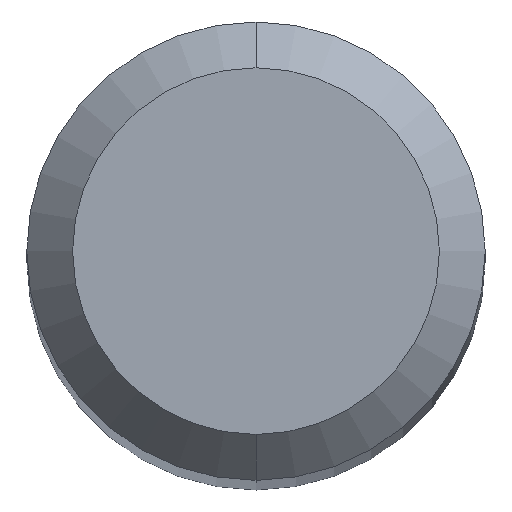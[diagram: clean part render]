
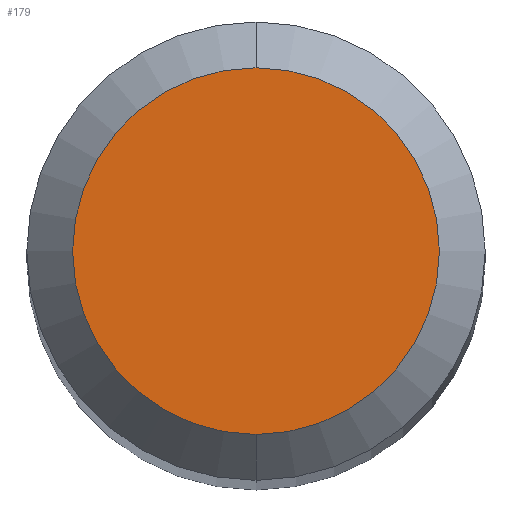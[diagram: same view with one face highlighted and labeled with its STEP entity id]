
A CAD part, top view. The second image highlights one B-rep face of the part: STEP entity #179.
In plain terms, the highlighted planar face has unit normal (0, 0, 1).
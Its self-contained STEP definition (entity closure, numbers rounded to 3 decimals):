
#179=ADVANCED_FACE('',(#486),#487,.T.);
#191=EDGE_CURVE('',#229,#203,#501,.T.);
#203=VERTEX_POINT('',#514);
#229=VERTEX_POINT('',#541);
#385=EDGE_CURVE('',#203,#229,#714,.T.);
#486=FACE_OUTER_BOUND('',#817,.T.);
#487=PLANE('',#818);
#501=CIRCLE('',#833,1.2);
#514=CARTESIAN_POINT('',(0.,-1.2,0.0));
#541=CARTESIAN_POINT('',(0.0,1.2,0.0));
#714=CIRCLE('',#1290,1.2);
#817=EDGE_LOOP('',(#1447,#1448));
#818=AXIS2_PLACEMENT_3D('',#1449,#1450,#1451);
#833=AXIS2_PLACEMENT_3D('',#1476,#1477,#1478);
#1290=AXIS2_PLACEMENT_3D('',#1718,#1719,#1720);
#1447=ORIENTED_EDGE('',*,*,#191,.F.);
#1448=ORIENTED_EDGE('',*,*,#385,.F.);
#1449=CARTESIAN_POINT('',(0.0,0.6,0.0));
#1450=DIRECTION('',(-0.0,0.0,1.0));
#1451=DIRECTION('',(0.0,-1.0,0.0));
#1476=CARTESIAN_POINT('',(0.0,0.0,0.0));
#1477=DIRECTION('',(0.0,0.0,-1.0));
#1478=DIRECTION('',(0.0,1.0,0.0));
#1718=CARTESIAN_POINT('',(0.0,0.0,0.0));
#1719=DIRECTION('',(0.0,0.0,-1.0));
#1720=DIRECTION('',(0.0,1.0,0.0));
